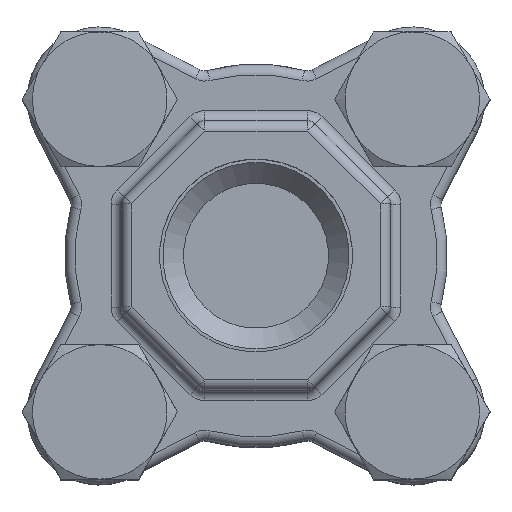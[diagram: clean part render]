
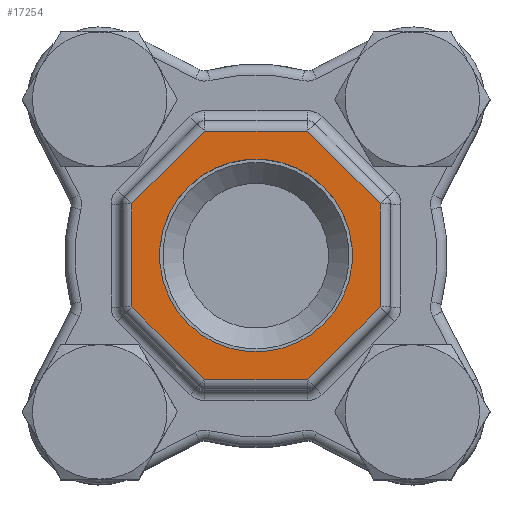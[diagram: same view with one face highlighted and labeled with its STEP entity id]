
A CAD part, top view. The second image highlights one B-rep face of the part: STEP entity #17254.
In plain terms, the highlighted planar face has unit normal (0, 0, 1).
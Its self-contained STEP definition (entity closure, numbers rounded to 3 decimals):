
#1334=LINE('',#24453,#2585);
#1336=LINE('',#24461,#2587);
#1338=LINE('',#24471,#2589);
#1340=LINE('',#24481,#2591);
#1342=LINE('',#24491,#2593);
#1344=LINE('',#24501,#2595);
#1346=LINE('',#24511,#2597);
#1348=LINE('',#24520,#2599);
#2585=VECTOR('',#20540,9.941);
#2587=VECTOR('',#20548,9.941);
#2589=VECTOR('',#20560,9.941);
#2591=VECTOR('',#20572,9.941);
#2593=VECTOR('',#20584,9.941);
#2595=VECTOR('',#20596,9.941);
#2597=VECTOR('',#20608,9.941);
#2599=VECTOR('',#20620,9.941);
#3873=FACE_BOUND('',#5319,.T.);
#4243=FACE_OUTER_BOUND('',#5318,.T.);
#5318=EDGE_LOOP('',(#11891,#11892,#11893,#11894,#11895,#11896,#11897,#11898));
#5319=EDGE_LOOP('',(#11899));
#6406=CIRCLE('',#18575,9.316);
#6996=VERTEX_POINT('',#24446);
#6999=VERTEX_POINT('',#24451);
#7002=VERTEX_POINT('',#24459);
#7005=VERTEX_POINT('',#24469);
#7008=VERTEX_POINT('',#24479);
#7011=VERTEX_POINT('',#24489);
#7014=VERTEX_POINT('',#24499);
#7017=VERTEX_POINT('',#24509);
#7029=VERTEX_POINT('',#24560);
#8799=EDGE_CURVE('',#6999,#6996,#1334,.T.);
#8803=EDGE_CURVE('',#7002,#6999,#1336,.T.);
#8808=EDGE_CURVE('',#7005,#7002,#1338,.T.);
#8813=EDGE_CURVE('',#7008,#7005,#1340,.T.);
#8818=EDGE_CURVE('',#7011,#7008,#1342,.T.);
#8823=EDGE_CURVE('',#7014,#7011,#1344,.T.);
#8828=EDGE_CURVE('',#7017,#7014,#1346,.T.);
#8833=EDGE_CURVE('',#6996,#7017,#1348,.T.);
#8853=EDGE_CURVE('',#7029,#7029,#6406,.T.);
#11891=ORIENTED_EDGE('',*,*,#8799,.F.);
#11892=ORIENTED_EDGE('',*,*,#8803,.F.);
#11893=ORIENTED_EDGE('',*,*,#8808,.F.);
#11894=ORIENTED_EDGE('',*,*,#8813,.F.);
#11895=ORIENTED_EDGE('',*,*,#8818,.F.);
#11896=ORIENTED_EDGE('',*,*,#8823,.F.);
#11897=ORIENTED_EDGE('',*,*,#8828,.F.);
#11898=ORIENTED_EDGE('',*,*,#8833,.F.);
#11899=ORIENTED_EDGE('',*,*,#8853,.T.);
#15668=PLANE('',#18574);
#17254=ADVANCED_FACE('',(#4243,#3873),#15668,.F.);
#18574=AXIS2_PLACEMENT_3D('',#24559,#20666,#20667);
#18575=AXIS2_PLACEMENT_3D('',#24561,#20668,#20669);
#20540=DIRECTION('',(0.707,0.707,0.));
#20548=DIRECTION('',(0.,1.,0.));
#20560=DIRECTION('',(-0.707,0.707,0.));
#20572=DIRECTION('',(-1.,0.,0.));
#20584=DIRECTION('',(-0.707,-0.707,0.));
#20596=DIRECTION('',(0.,-1.,0.));
#20608=DIRECTION('',(0.707,-0.707,0.));
#20620=DIRECTION('',(1.,0.,0.));
#20666=DIRECTION('center_axis',(0.,0.,-1.));
#20667=DIRECTION('ref_axis',(-0.707,0.707,0.));
#20668=DIRECTION('center_axis',(0.,0.,-1.));
#20669=DIRECTION('ref_axis',(0.707,-0.707,0.));
#24446=CARTESIAN_POINT('',(-4.971,12.,41.));
#24451=CARTESIAN_POINT('',(-12.,4.971,41.));
#24453=CARTESIAN_POINT('',(-6.728,10.243,41.));
#24459=CARTESIAN_POINT('',(-12.,-4.971,41.));
#24461=CARTESIAN_POINT('',(-12.,2.485,41.));
#24469=CARTESIAN_POINT('',(-4.971,-12.,41.));
#24471=CARTESIAN_POINT('',(-10.243,-6.728,41.));
#24479=CARTESIAN_POINT('',(4.971,-12.,41.));
#24481=CARTESIAN_POINT('',(-2.485,-12.,41.));
#24489=CARTESIAN_POINT('',(12.,-4.971,41.));
#24491=CARTESIAN_POINT('',(6.728,-10.243,41.));
#24499=CARTESIAN_POINT('',(12.,4.971,41.));
#24501=CARTESIAN_POINT('',(12.,-2.485,41.));
#24509=CARTESIAN_POINT('',(4.971,12.,41.));
#24511=CARTESIAN_POINT('',(10.243,6.728,41.));
#24520=CARTESIAN_POINT('',(2.485,12.,41.));
#24559=CARTESIAN_POINT('Origin',(0.,0.,
41.));
#24560=CARTESIAN_POINT('',(6.587,-6.587,41.));
#24561=CARTESIAN_POINT('Origin',(0.,0.,41.));
